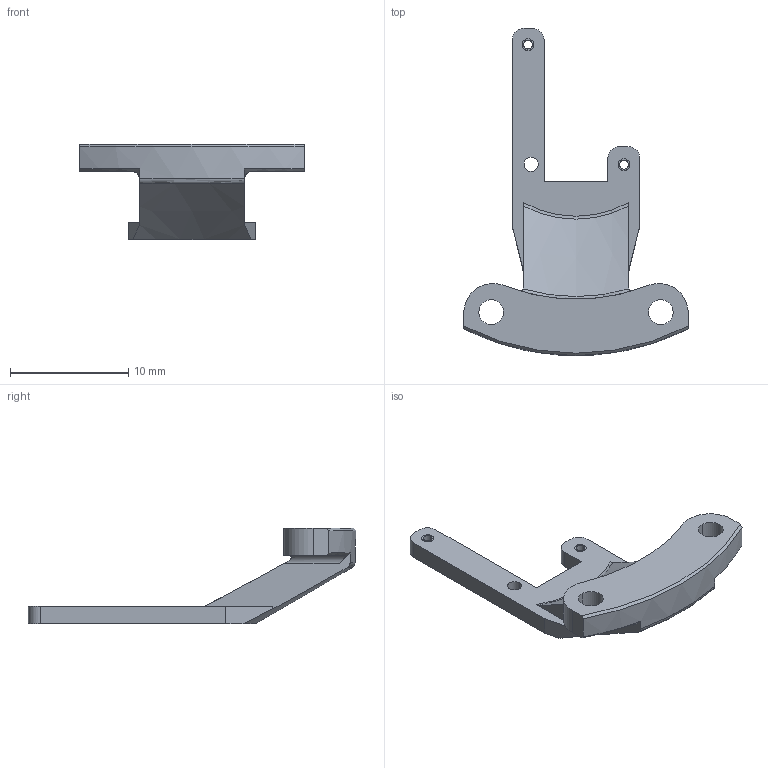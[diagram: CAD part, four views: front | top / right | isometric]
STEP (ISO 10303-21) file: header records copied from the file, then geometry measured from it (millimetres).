
FILE_DESCRIPTION((''),'2;1');
FILE_NAME('RC_IIT_010_P_035','2021-10-19T14:05:30',('silo-mech'),(''),'CREO PARAMETRIC BY PTC INC, 2020454','CREO PARAMETRIC BY PTC INC, 2020454','');
FILE_SCHEMA(('CONFIG_CONTROL_DESIGN'));
Length unit declared in the file: millimetre
Products named in the file (1): RC_IIT_010_P_035
Bounding box: 19 x 27.71 x 8.1 mm (x, y, z)
Volume: 565.3 mm3; surface area: 742.3 mm2
Topology: 1 solids, 3 shells, 56 faces, 158 edges, 104 vertices
Faces by surface type: cylinder 24, plane 19, cone 9, torus 4
Entity records: 1971 total; most frequent: CARTESIAN_POINT 450, ORIENTED_EDGE 308, DIRECTION 307, EDGE_CURVE 158, AXIS2_PLACEMENT_3D 118, VERTEX_POINT 104, VECTOR 71, LINE 71
